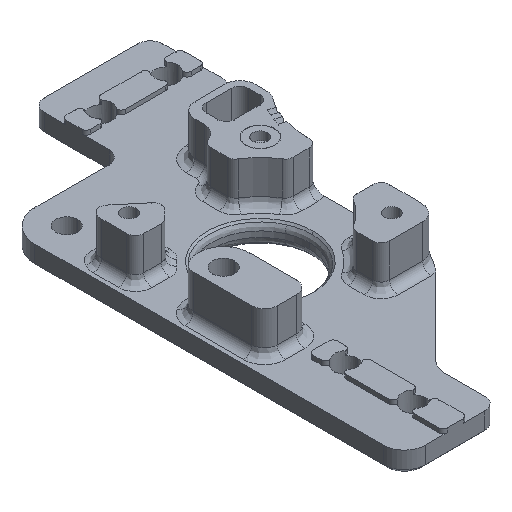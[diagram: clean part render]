
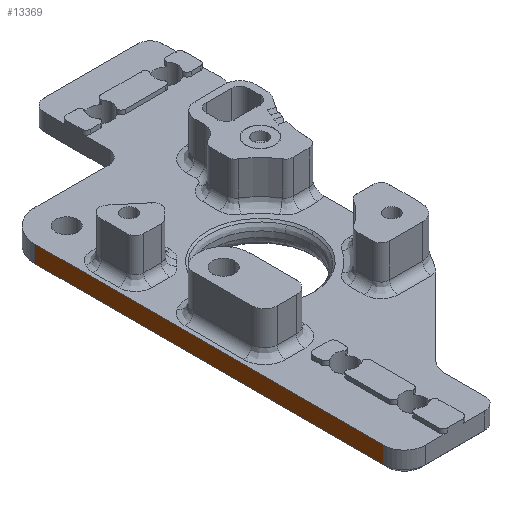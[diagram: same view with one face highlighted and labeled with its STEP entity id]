
A CAD part, isometric view. The second image highlights one B-rep face of the part: STEP entity #13369.
In plain terms, the highlighted planar face has unit normal (-1, 0, 0).
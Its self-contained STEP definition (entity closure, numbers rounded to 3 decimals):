
#911 = EDGE_CURVE ( 'NONE', #14023, #10045, #7405, .T. ) ;
#1193 = CARTESIAN_POINT ( 'NONE',  ( -20.5, -68.023, -43.306 ) ) ;
#1557 = CARTESIAN_POINT ( 'NONE',  ( -20.5, -25.147, -43.306 ) ) ;
#2241 = LINE ( 'NONE', #8467, #6224 ) ;
#2400 = EDGE_CURVE ( 'NONE', #10467, #5112, #15314, .T. ) ;
#2556 = CARTESIAN_POINT ( 'NONE',  ( -20.5, -68.023, -47.306 ) ) ;
#4234 = ORIENTED_EDGE ( 'NONE', *, *, #911, .F. ) ;
#5112 = VERTEX_POINT ( 'NONE', #2556 ) ;
#5174 = EDGE_CURVE ( 'NONE', #10045, #10467, #7893, .T. ) ;
#5349 = ORIENTED_EDGE ( 'NONE', *, *, #5174, .F. ) ;
#6224 = VECTOR ( 'NONE', #9824, 1000. ) ;
#6264 = DIRECTION ( 'NONE',  ( 0., 0., 1. ) ) ;
#6681 = FACE_OUTER_BOUND ( 'NONE', #17215, .T. ) ;
#7405 = LINE ( 'NONE', #9091, #14170 ) ;
#7893 = LINE ( 'NONE', #1557, #9583 ) ;
#8364 = DIRECTION ( 'NONE',  ( 0., -1., 0. ) ) ;
#8467 = CARTESIAN_POINT ( 'NONE',  ( -20.5, -5.498, -47.306 ) ) ;
#8901 = DIRECTION ( 'NONE',  ( 1., 0., 0. ) ) ;
#9091 = CARTESIAN_POINT ( 'NONE',  ( -20.5, 14.151, -43.306 ) ) ;
#9583 = VECTOR ( 'NONE', #8364, 1000. ) ;
#9824 = DIRECTION ( 'NONE',  ( 0., -1., 0. ) ) ;
#10045 = VERTEX_POINT ( 'NONE', #11563 ) ;
#10467 = VERTEX_POINT ( 'NONE', #13892 ) ;
#11563 = CARTESIAN_POINT ( 'NONE',  ( -20.5, 14.151, -43.306 ) ) ;
#11581 = DIRECTION ( 'NONE',  ( 0., 0., -1. ) ) ;
#11900 = DIRECTION ( 'NONE',  ( 0., 0., -1. ) ) ;
#12111 = CARTESIAN_POINT ( 'NONE',  ( -20.5, 14.151, -47.306 ) ) ;
#12155 = ORIENTED_EDGE ( 'NONE', *, *, #17284, .T. ) ;
#13369 = ADVANCED_FACE ( 'NONE', ( #6681 ), #14337, .F. ) ;
#13892 = CARTESIAN_POINT ( 'NONE',  ( -20.5, -68.023, -43.306 ) ) ;
#14023 = VERTEX_POINT ( 'NONE', #12111 ) ;
#14170 = VECTOR ( 'NONE', #6264, 1000. ) ;
#14337 = PLANE ( 'NONE',  #14450 ) ;
#14391 = ORIENTED_EDGE ( 'NONE', *, *, #2400, .F. ) ;
#14450 = AXIS2_PLACEMENT_3D ( 'NONE', #16976, #8901, #11581 ) ;
#15314 = LINE ( 'NONE', #1193, #17014 ) ;
#16976 = CARTESIAN_POINT ( 'NONE',  ( -20.5, 14.151, -43.306 ) ) ;
#17014 = VECTOR ( 'NONE', #11900, 1000. ) ;
#17215 = EDGE_LOOP ( 'NONE', ( #14391, #5349, #4234, #12155 ) ) ;
#17284 = EDGE_CURVE ( 'NONE', #14023, #5112, #2241, .T. ) ;
